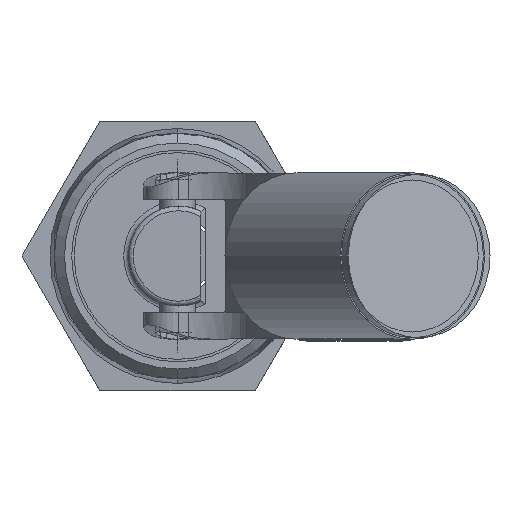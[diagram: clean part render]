
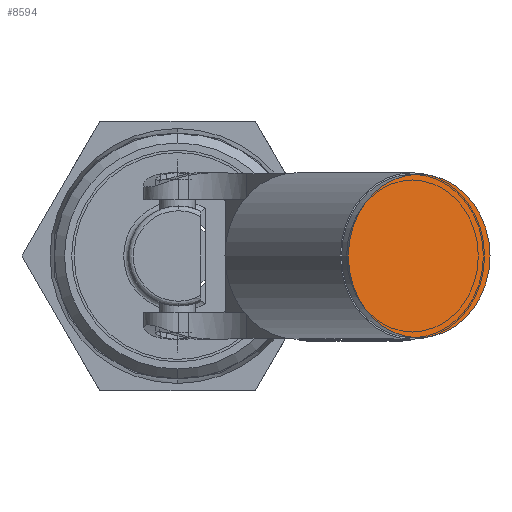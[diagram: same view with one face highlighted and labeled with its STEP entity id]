
A CAD part, front view. The second image highlights one B-rep face of the part: STEP entity #8594.
In plain terms, the highlighted planar face has unit normal (0.5, -0.866, 0).
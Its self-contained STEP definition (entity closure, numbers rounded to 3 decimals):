
#708 = CARTESIAN_POINT ( 'NONE',  ( 25.119, -63.958, 8.5 ) ) ;
#800 = ORIENTED_EDGE ( 'NONE', *, *, #10013, .F. ) ;
#1144 = ORIENTED_EDGE ( 'NONE', *, *, #1755, .F. ) ;
#1197 = DIRECTION ( 'NONE',  ( -0.5, 0.866, 0. ) ) ;
#1252 = DIRECTION ( 'NONE',  ( 0., 0., -1. ) ) ;
#1353 = CIRCLE ( 'NONE', #4625, 8.5 ) ;
#1755 = EDGE_CURVE ( 'NONE', #7288, #8239, #1353, .T. ) ;
#2619 = DIRECTION ( 'NONE',  ( -0.5, 0.866, 0. ) ) ;
#2774 = PLANE ( 'NONE',  #2836 ) ;
#2836 = AXIS2_PLACEMENT_3D ( 'NONE', #9567, #2619, #4155 ) ;
#2966 = CARTESIAN_POINT ( 'NONE',  ( 25.119, -63.958, -8.5 ) ) ;
#3682 = AXIS2_PLACEMENT_3D ( 'NONE', #5913, #6554, #8087 ) ;
#3737 = EDGE_LOOP ( 'NONE', ( #1144, #800 ) ) ;
#4155 = DIRECTION ( 'NONE',  ( 0., 0., -1. ) ) ;
#4625 = AXIS2_PLACEMENT_3D ( 'NONE', #7452, #1197, #1252 ) ;
#5913 = CARTESIAN_POINT ( 'NONE',  ( 25.119, -63.958, 0. ) ) ;
#6554 = DIRECTION ( 'NONE',  ( -0.5, 0.866, 0. ) ) ;
#7288 = VERTEX_POINT ( 'NONE', #2966 ) ;
#7452 = CARTESIAN_POINT ( 'NONE',  ( 25.119, -63.958, 0. ) ) ;
#8043 = CIRCLE ( 'NONE', #3682, 8.5 ) ;
#8087 = DIRECTION ( 'NONE',  ( 0., 0., -1. ) ) ;
#8239 = VERTEX_POINT ( 'NONE', #708 ) ;
#8594 = ADVANCED_FACE ( 'NONE', ( #8862 ), #2774, .F. ) ;
#8862 = FACE_OUTER_BOUND ( 'NONE', #3737, .T. ) ;
#9567 = CARTESIAN_POINT ( 'NONE',  ( 25.119, -63.958, 0. ) ) ;
#10013 = EDGE_CURVE ( 'NONE', #8239, #7288, #8043, .T. ) ;
